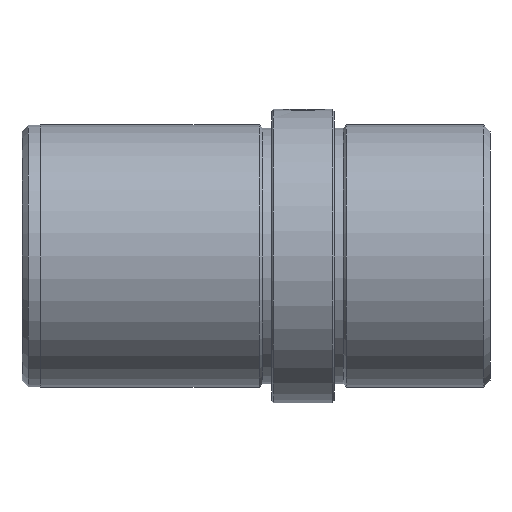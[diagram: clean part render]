
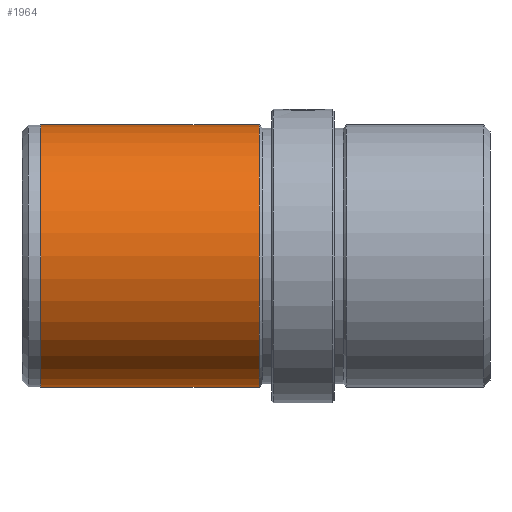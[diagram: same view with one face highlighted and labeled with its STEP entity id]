
A CAD part, left-side view. The second image highlights one B-rep face of the part: STEP entity #1964.
In plain terms, the highlighted cylindrical face has radius 21 mm (diameter 42 mm), a partial arc.
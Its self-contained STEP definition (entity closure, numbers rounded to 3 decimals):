
#40 = CYLINDRICAL_SURFACE ( 'NONE', #1454, 21. ) ;
#64 = DIRECTION ( 'NONE',  ( 0., 0., -1. ) ) ;
#67 = DIRECTION ( 'NONE',  ( 0., -1., 0. ) ) ;
#148 = ORIENTED_EDGE ( 'NONE', *, *, #412, .T. ) ;
#189 = EDGE_CURVE ( 'NONE', #1694, #489, #1603, .T. ) ;
#232 = CARTESIAN_POINT ( 'NONE',  ( 0., 72., -21. ) ) ;
#353 = DIRECTION ( 'NONE',  ( 0., -1., 0. ) ) ;
#371 = CARTESIAN_POINT ( 'NONE',  ( 0., 0., -21. ) ) ;
#380 = LINE ( 'NONE', #371, #1622 ) ;
#412 = EDGE_CURVE ( 'NONE', #455, #1139, #380, .T. ) ;
#455 = VERTEX_POINT ( 'NONE', #232 ) ;
#456 = DIRECTION ( 'NONE',  ( 0., -1., 0. ) ) ;
#461 = AXIS2_PLACEMENT_3D ( 'NONE', #1051, #67, #1205 ) ;
#489 = VERTEX_POINT ( 'NONE', #2021 ) ;
#495 = CIRCLE ( 'NONE', #461, 21. ) ;
#697 = DIRECTION ( 'NONE',  ( 0., 0., -1. ) ) ;
#812 = CIRCLE ( 'NONE', #1905, 21. ) ;
#968 = FACE_OUTER_BOUND ( 'NONE', #1587, .T. ) ;
#1037 = DIRECTION ( 'NONE',  ( 0., -1., 0. ) ) ;
#1045 = DIRECTION ( 'NONE',  ( 0., -1., 0. ) ) ;
#1051 = CARTESIAN_POINT ( 'NONE',  ( 0., 72., 0. ) ) ;
#1139 = VERTEX_POINT ( 'NONE', #1842 ) ;
#1171 = EDGE_CURVE ( 'NONE', #1694, #455, #495, .T. ) ;
#1205 = DIRECTION ( 'NONE',  ( 0., 0., -1. ) ) ;
#1454 = AXIS2_PLACEMENT_3D ( 'NONE', #1986, #353, #697 ) ;
#1470 = CARTESIAN_POINT ( 'NONE',  ( 0., 72., 21. ) ) ;
#1587 = EDGE_LOOP ( 'NONE', ( #1640, #1811, #148, #1589 ) ) ;
#1589 = ORIENTED_EDGE ( 'NONE', *, *, #2052, .F. ) ;
#1592 = CARTESIAN_POINT ( 'NONE',  ( 0., 0., 21. ) ) ;
#1603 = LINE ( 'NONE', #1592, #2039 ) ;
#1622 = VECTOR ( 'NONE', #1037, 1000. ) ;
#1640 = ORIENTED_EDGE ( 'NONE', *, *, #189, .F. ) ;
#1694 = VERTEX_POINT ( 'NONE', #1470 ) ;
#1811 = ORIENTED_EDGE ( 'NONE', *, *, #1171, .T. ) ;
#1842 = CARTESIAN_POINT ( 'NONE',  ( 0., 37., -21. ) ) ;
#1905 = AXIS2_PLACEMENT_3D ( 'NONE', #2010, #1045, #64 ) ;
#1964 = ADVANCED_FACE ( 'NONE', ( #968 ), #40, .T. ) ;
#1986 = CARTESIAN_POINT ( 'NONE',  ( 0., 0., 0. ) ) ;
#2010 = CARTESIAN_POINT ( 'NONE',  ( 0., 37., 0. ) ) ;
#2021 = CARTESIAN_POINT ( 'NONE',  ( 0., 37., 21. ) ) ;
#2039 = VECTOR ( 'NONE', #456, 1000. ) ;
#2052 = EDGE_CURVE ( 'NONE', #489, #1139, #812, .T. ) ;
